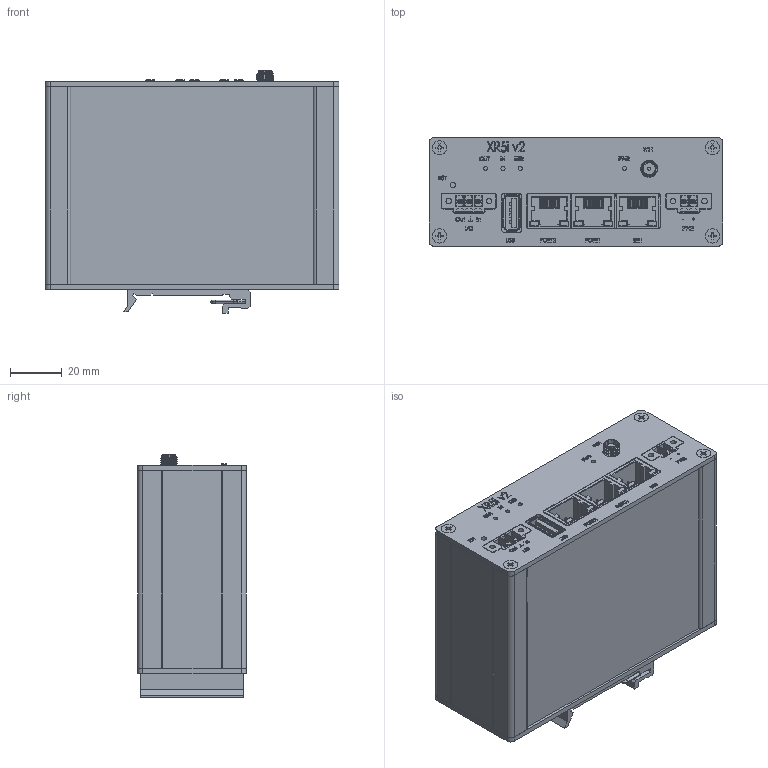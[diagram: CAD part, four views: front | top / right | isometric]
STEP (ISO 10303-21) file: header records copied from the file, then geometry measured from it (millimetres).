
FILE_DESCRIPTION (( 'STEP AP214' ), '1' );
FILE_NAME ('XR5i_v2F_SL_1A.STEP', '2019-02-06T10:32:53', ( '' ), ( '' ), 'SwSTEP 2.0', 'SolidWorks 2018', '' );
FILE_SCHEMA (( 'AUTOMOTIVE_DESIGN' ));
Length unit declared in the file: millimetre
Products named in the file (26): 691325110002_05; kolik_BB-SBD40; 691325110002_03; Screw_box_7982    49,5-mattssons; 691325110003; 691325110003_02; Profil_BB-SBD40; 521_CKC2_XR5i_v2F_SL_1A_NL_W; Pero_BB-SBD40; 691325110003_01; M2_5x5_PH_silver; 691325110002_01; XR5i_v2F_SL_1A; 691325110003_03; User Library-Rj45-1; 691325110003_05; BB-SBD40_model_silver; 691325110002_02; CKK2_box; 691325110003_04; 691325110002; 691325110003_06; USB-A_DＧaut; SMA-J-P-H-ST-EM3; 656_CKC2_zadni_celo_v2_router; 691325110002_04
Assembly tree (37 placements, depth 3):
  XR5i_v2F_SL_1A
    521_CKC2_XR5i_v2F_SL_1A_NL_W
    691325110003
      691325110003_01
      691325110003_02
      691325110003_03
      691325110003_04
      691325110003_05
      691325110003_06
    691325110002
      691325110002_01
      691325110002_02
      691325110002_03
      691325110002_04
      691325110002_05
    SMA-J-P-H-ST-EM3
    USB-A_DＧaut
    User Library-Rj45-1  x3
    CKK2_box
    656_CKC2_zadni_celo_v2_router
    Screw_box_7982    49,5-mattssons  x8
    BB-SBD40_model_silver
      Profil_BB-SBD40
      kolik_BB-SBD40
      Pero_BB-SBD40
    M2_5x5_PH_silver  x4
Bounding box: 113.2 x 42 x 93.4 mm (x, y, z)
Volume: 75850.9 mm3; surface area: 91663.1 mm2
Topology: 34 solids, 34 shells, 3617 faces, 9110 edges, 5735 vertices
Faces by surface type: plane 1784, cylinder 1057, bspline 318, cone 292, torus 166
Entity records: 106414 total; most frequent: CARTESIAN_POINT 34066, ORIENTED_EDGE 12288, DIRECTION 10441, EDGE_CURVE 6144, LINE 4179, VECTOR 4179, VERTEX_POINT 3972, AXIS2_PLACEMENT_3D 3131
